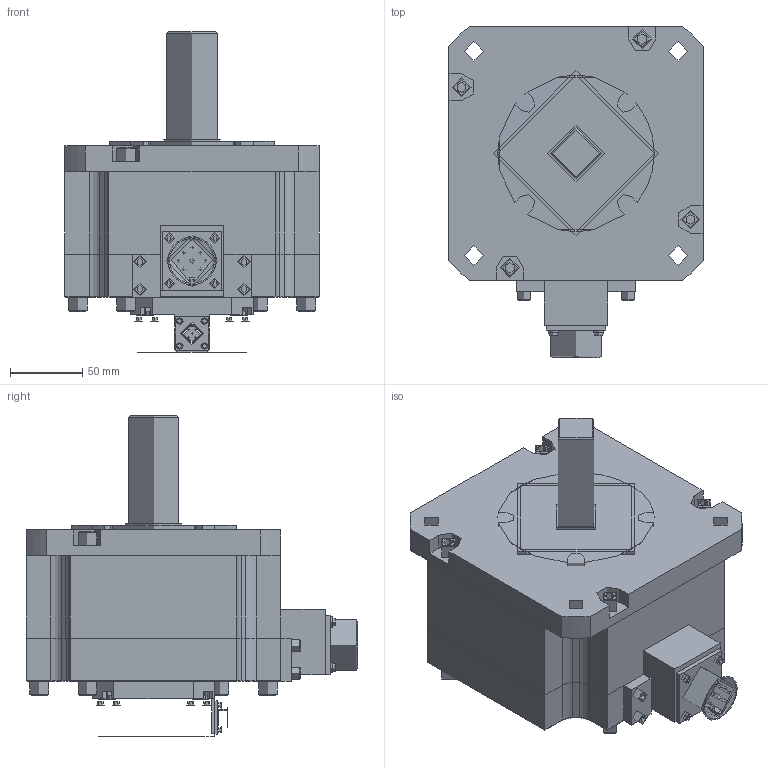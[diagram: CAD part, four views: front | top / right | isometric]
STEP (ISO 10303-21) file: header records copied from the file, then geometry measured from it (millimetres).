
FILE_DESCRIPTION(('FreeCAD Model'),'2;1');
FILE_NAME('Open CASCADE Shape Model','2025-04-17T16:38:05',('FreeCAD'),( 'FreeCAD'),'Open CASCADE STEP processor 7.6','FreeCAD','Unknown');
FILE_SCHEMA(('AUTOMOTIVE_DESIGN { 1 0 10303 214 1 1 1 1 }'));
Length unit declared in the file: millimetre
Products named in the file (1): Open CASCADE STEP translator 7.6 1
Bounding box: 176.04 x 229.32 x 222.02 mm (x, y, z)
Volume: 3280640.5 mm3; surface area: 192026.1 mm2
Topology: 3 solids, 3 shells, 596 faces, 1395 edges, 919 vertices
Faces by surface type: plane 413, cylinder 118, cone 37, torus 15, sphere 13
Full cylindrical faces by diameter (mm): 1 x5, 2 x7, 4 x3, 4.95 x4, 5.5 x4, 6 x2, 7 x12, 8.5 x8, 9 x4, 11.4 x1, 13 x8, 13.5 x4, 15.3 x1, 34.925 x1, 35 x1, 39 x1, 80 x1, 108.5 x1, 114.3 x1
Entity records: 16902 total; most frequent: CARTESIAN_POINT 3092, DIRECTION 2788, ORIENTED_EDGE 2774, EDGE_CURVE 1387, LINE 1014, VECTOR 1014, VERTEX_POINT 919, AXIS2_PLACEMENT_3D 887
